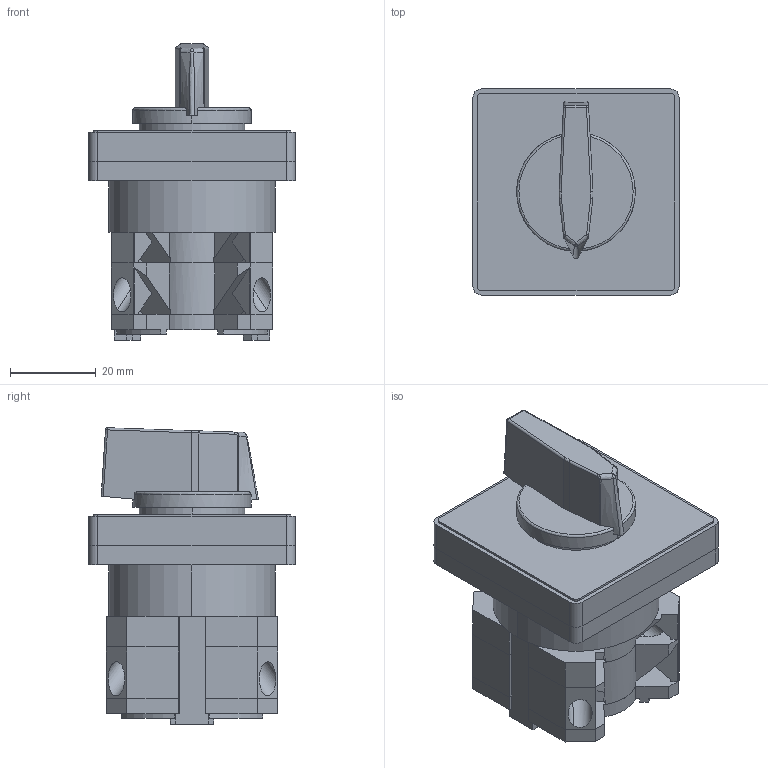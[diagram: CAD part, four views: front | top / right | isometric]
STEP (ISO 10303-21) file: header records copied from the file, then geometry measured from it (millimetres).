
FILE_DESCRIPTION (( 'STEP AP214' ), '1' );
FILE_NAME ('Ñáîðêà 2 êîíòàêòíûõ ðÿäà.STEP', '2022-06-18T12:21:57', ( '' ), ( '' ), 'SwSTEP 2.0', 'SolidWorks 2022', '' );
FILE_SCHEMA (( 'AUTOMOTIVE_DESIGN' ));
Length unit declared in the file: millimetre
Products named in the file (11): Рычаг; Проставка контактов; Экран; Направляющая 2; Ось; Вверх рубильника; Проставка экрана; Бобышка для экрана; Сборка 2 контактных ряда; контактный низ; контактный вверх
Assembly tree (11 placements, depth 3):
  Сборка 2 контактных ряда
    Вверх рубильника
      Бобышка для экрана
      Экран
      Проставка экрана
      Ось
      Рычаг
      контактный вверх
    контактный низ
    Проставка контактов
    Направляющая 2  x2
Bounding box: 48 x 48 x 69.05 mm (x, y, z)
Volume: 69346.8 mm3; surface area: 38921.3 mm2
Topology: 11 solids, 11 shells, 391 faces, 1060 edges, 698 vertices
Faces by surface type: plane 227, cylinder 86, bspline 78
Entity records: 16573 total; most frequent: CARTESIAN_POINT 7197, ORIENTED_EDGE 2022, DIRECTION 1579, EDGE_CURVE 1011, VERTEX_POINT 666, LINE 655, VECTOR 655, AXIS2_PLACEMENT_3D 462
